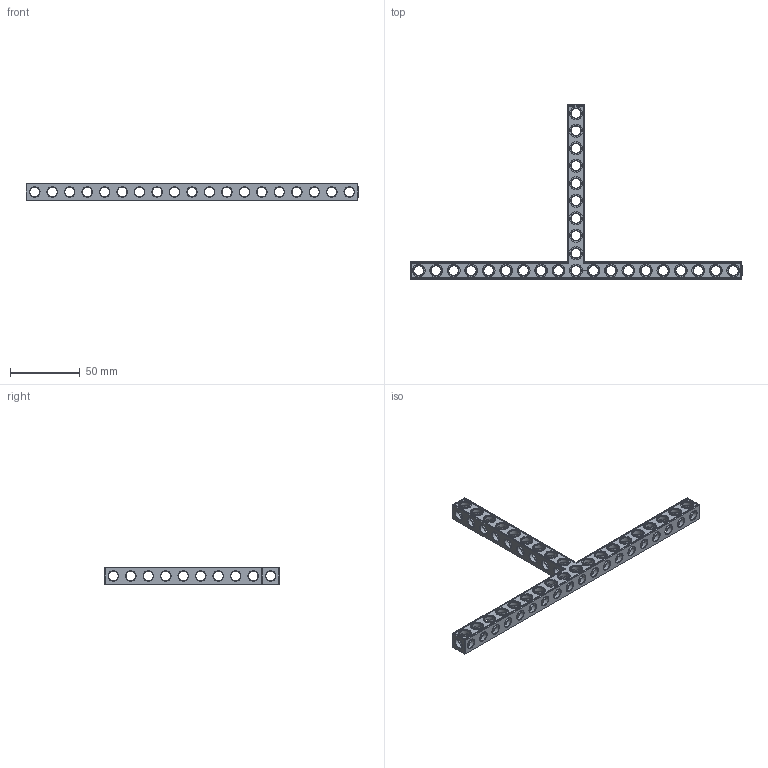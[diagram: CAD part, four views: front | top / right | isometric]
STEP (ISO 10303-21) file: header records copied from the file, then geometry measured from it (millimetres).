
FILE_DESCRIPTION(('FreeCAD Model'),'2;1');
FILE_NAME('Open CASCADE Shape Model','2022-01-29T21:43:45',( 'Paulo Kiefe'),('STEMFIE.org'),'Open CASCADE STEP processor 7.4', 'FreeCAD','Unknown');
FILE_SCHEMA(('AUTOMOTIVE_DESIGN { 1 0 10303 214 1 1 1 1 }'));
Products named in the file (1): Beam_TSH_SYM_ESS_BU19x10x01_-_SPN-BEM-1160_(stemfie.org)
Bounding box: 237.5 x 125 x 12.5 mm (x, y, z)
Volume: 27354.6 mm3; surface area: 24505.8 mm2
Topology: 1 solids, 1 shells, 837 faces, 2564 edges, 1680 vertices
Faces by surface type: plane 408, cylinder 171, extrusion 142, cone 116
Full cylindrical faces by diameter (mm): 6.98 x20, 7 x123, 9.2 x28
Entity records: 104097 total; most frequent: CARTESIAN_POINT 56399, DIRECTION 7678, ORIENTED_EDGE 5128, PCURVE 5128, DEFINITIONAL_REPRESENTATION 5128, VECTOR 4944, LINE 4802, EDGE_CURVE 2564
